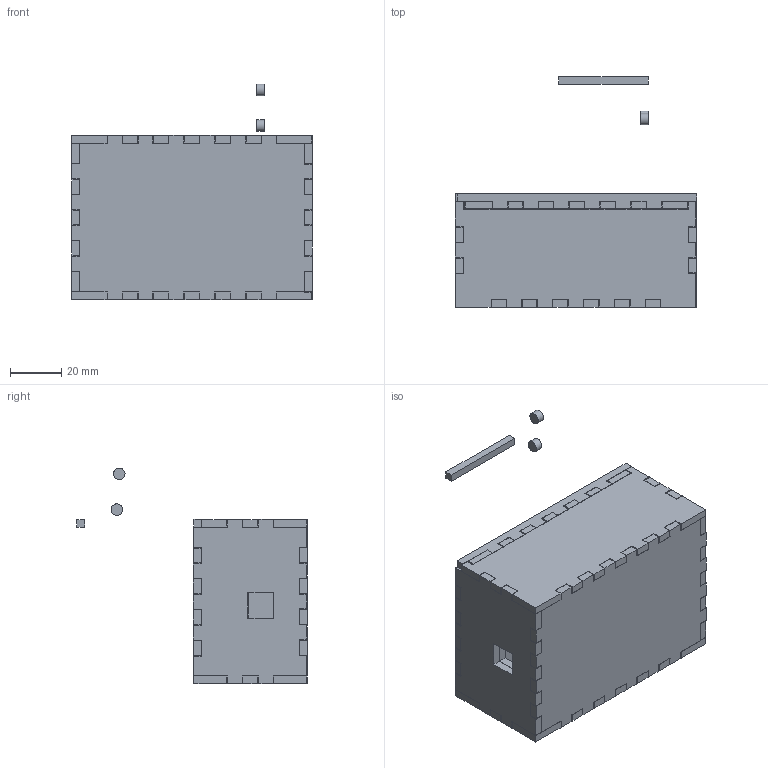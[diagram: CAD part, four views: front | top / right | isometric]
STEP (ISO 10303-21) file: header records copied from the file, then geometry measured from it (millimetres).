
FILE_DESCRIPTION(/* description */ (''),/* implementation_level */ '2;1');
FILE_NAME(/* name */ '1f64601f-7a99-46e5-8b8a-56a5ebb44f66.stp',/* time_stamp */ '2024-01-24T17:47:09Z',/* author */ (''),/* organization */ (''),/* preprocessor_version */ 'ST-DEVELOPER v20',/* originating_system */ 'Autodesk Translation Framework v12.20.1.177',/* authorisation */ '');
FILE_SCHEMA (('AUTOMOTIVE_DESIGN { 1 0 10303 214 3 1 1 }'));
Products named in the file (1): psa-final-assembly
Bounding box: 94.03 x 89.74 x 84.04 mm (x, y, z)
Volume: 91543.9 mm3; surface area: 71291.2 mm2
Topology: 15 solids, 15 shells, 1925 faces, 5685 edges, 3450 vertices
Faces by surface type: plane 1919, cylinder 6
Full cylindrical faces by diameter (mm): 4.5 x2
Entity records: 62206 total; most frequent: ORIENTED_EDGE 11370, CARTESIAN_POINT 11061, DIRECTION 9549, EDGE_CURVE 5685, LINE 5673, VECTOR 5673, VERTEX_POINT 3450, AXIS2_PLACEMENT_3D 1938
